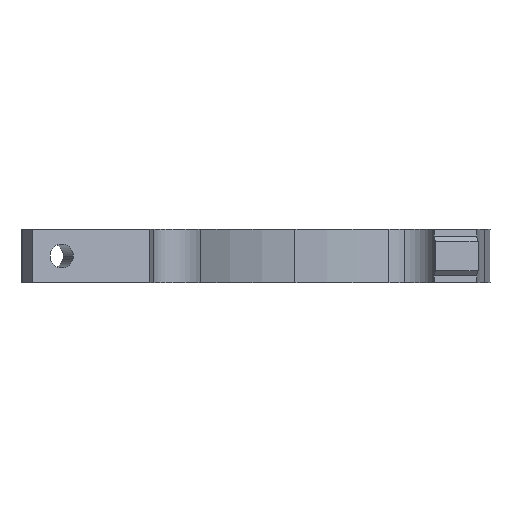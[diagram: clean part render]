
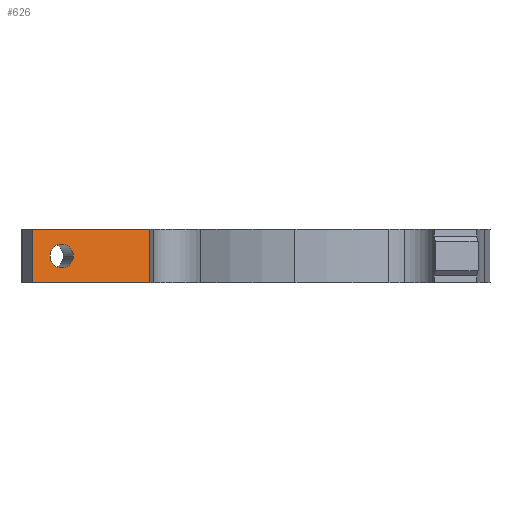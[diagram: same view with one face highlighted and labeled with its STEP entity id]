
A CAD part, left-side view. The second image highlights one B-rep face of the part: STEP entity #626.
In plain terms, the highlighted planar face has unit normal (-0.963, -0.269, 0).
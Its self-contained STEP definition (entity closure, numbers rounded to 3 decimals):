
#1 = AXIS2_PLACEMENT_3D ( 'NONE', #1208, #1752, #1069 ) ;
#3 = VERTEX_POINT ( 'NONE', #1685 ) ;
#6 = CARTESIAN_POINT ( 'NONE',  ( -50.236, 27.232, 10. ) ) ;
#62 = CARTESIAN_POINT ( 'NONE',  ( -56.424, 49.379, 10. ) ) ;
#74 = DIRECTION ( 'NONE',  ( 0., 0., -1. ) ) ;
#122 = VECTOR ( 'NONE', #74, 1000. ) ;
#202 = ORIENTED_EDGE ( 'NONE', *, *, #795, .F. ) ;
#257 = DIRECTION ( 'NONE',  ( -0.963, -0.269, 0. ) ) ;
#259 = CIRCLE ( 'NONE', #1, 2.25 ) ;
#267 = DIRECTION ( 'NONE',  ( -0.269, 0.963, 0. ) ) ;
#295 = PLANE ( 'NONE',  #1762 ) ;
#297 = ORIENTED_EDGE ( 'NONE', *, *, #1504, .T. ) ;
#444 = DIRECTION ( 'NONE',  ( 0., 0., -1. ) ) ;
#445 = EDGE_CURVE ( 'NONE', #1426, #3, #1073, .T. ) ;
#493 = EDGE_CURVE ( 'NONE', #909, #1321, #1376, .T. ) ;
#578 = FACE_OUTER_BOUND ( 'NONE', #1508, .T. ) ;
#626 = ADVANCED_FACE ( 'NONE', ( #1267, #578 ), #295, .F. ) ;
#659 = EDGE_CURVE ( 'NONE', #856, #1321, #1690, .T. ) ;
#661 = LINE ( 'NONE', #934, #1510 ) ;
#697 = VECTOR ( 'NONE', #1357, 1000. ) ;
#732 = ORIENTED_EDGE ( 'NONE', *, *, #493, .T. ) ;
#795 = EDGE_CURVE ( 'NONE', #3, #1426, #259, .T. ) ;
#820 = ORIENTED_EDGE ( 'NONE', *, *, #1271, .F. ) ;
#856 = VERTEX_POINT ( 'NONE', #6 ) ;
#909 = VERTEX_POINT ( 'NONE', #950 ) ;
#934 = CARTESIAN_POINT ( 'NONE',  ( -52.656, 35.896, 10. ) ) ;
#935 = EDGE_LOOP ( 'NONE', ( #202, #941 ) ) ;
#941 = ORIENTED_EDGE ( 'NONE', *, *, #445, .F. ) ;
#950 = CARTESIAN_POINT ( 'NONE',  ( -56.424, 49.379, 0. ) ) ;
#964 = CARTESIAN_POINT ( 'NONE',  ( -54.865, 43.8, 5. ) ) ;
#1013 = DIRECTION ( 'NONE',  ( -0.269, 0.963, 0. ) ) ;
#1034 = CARTESIAN_POINT ( 'NONE',  ( -56.424, 49.379, 10. ) ) ;
#1069 = DIRECTION ( 'NONE',  ( -0.269, 0.963, 0. ) ) ;
#1073 = CIRCLE ( 'NONE', #1388, 2.25 ) ;
#1135 = CARTESIAN_POINT ( 'NONE',  ( -50.236, 27.232, 10. ) ) ;
#1208 = CARTESIAN_POINT ( 'NONE',  ( -54.865, 43.8, 5. ) ) ;
#1267 = FACE_BOUND ( 'NONE', #935, .T. ) ;
#1271 = EDGE_CURVE ( 'NONE', #1472, #856, #661, .T. ) ;
#1295 = CARTESIAN_POINT ( 'NONE',  ( -50.236, 27.232, 0. ) ) ;
#1321 = VERTEX_POINT ( 'NONE', #1295 ) ;
#1357 = DIRECTION ( 'NONE',  ( 0.269, -0.963, 0. ) ) ;
#1363 = VECTOR ( 'NONE', #444, 1000. ) ;
#1376 = LINE ( 'NONE', #1636, #697 ) ;
#1388 = AXIS2_PLACEMENT_3D ( 'NONE', #964, #257, #267 ) ;
#1426 = VERTEX_POINT ( 'NONE', #1744 ) ;
#1472 = VERTEX_POINT ( 'NONE', #62 ) ;
#1504 = EDGE_CURVE ( 'NONE', #1472, #909, #1734, .T. ) ;
#1508 = EDGE_LOOP ( 'NONE', ( #732, #1701, #820, #297 ) ) ;
#1510 = VECTOR ( 'NONE', #1756, 1000. ) ;
#1548 = DIRECTION ( 'NONE',  ( 0.963, 0.269, 0. ) ) ;
#1574 = CARTESIAN_POINT ( 'NONE',  ( -50.236, 27.232, 10. ) ) ;
#1636 = CARTESIAN_POINT ( 'NONE',  ( -50.236, 27.232, 0. ) ) ;
#1685 = CARTESIAN_POINT ( 'NONE',  ( -55.471, 45.967, 5. ) ) ;
#1690 = LINE ( 'NONE', #1135, #1363 ) ;
#1701 = ORIENTED_EDGE ( 'NONE', *, *, #659, .F. ) ;
#1734 = LINE ( 'NONE', #1034, #122 ) ;
#1744 = CARTESIAN_POINT ( 'NONE',  ( -54.26, 41.633, 5. ) ) ;
#1752 = DIRECTION ( 'NONE',  ( -0.963, -0.269, 0. ) ) ;
#1756 = DIRECTION ( 'NONE',  ( 0.269, -0.963, 0. ) ) ;
#1762 = AXIS2_PLACEMENT_3D ( 'NONE', #1574, #1548, #1013 ) ;
